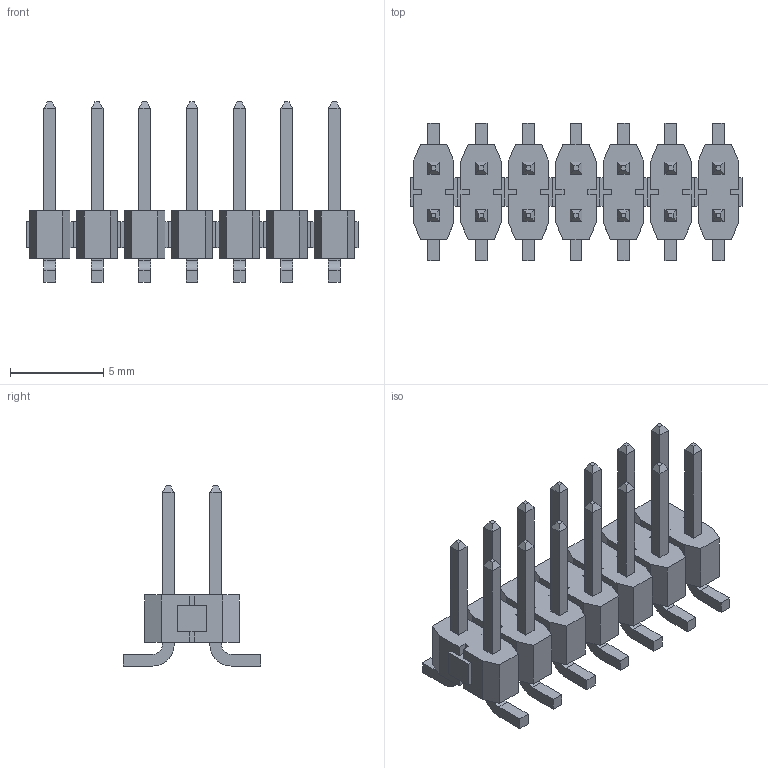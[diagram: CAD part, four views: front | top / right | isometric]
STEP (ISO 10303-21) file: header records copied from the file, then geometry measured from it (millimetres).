
FILE_DESCRIPTION (( 'STEP AP214' ), '1' );
FILE_NAME ('TSM-107-01-G-DV.STEP', '2021-03-11T11:20:35', ( '' ), ( '' ), 'SwSTEP 2.0', 'SolidWorks 2018', '' );
FILE_SCHEMA (( 'AUTOMOTIVE_DESIGN' ));
Length unit declared in the file: millimetre
Products named in the file (1): TSM-107-01-G-DV
Bounding box: 17.78 x 7.37 x 9.65 mm (x, y, z)
Volume: 235.7 mm3; surface area: 717 mm2
Topology: 7 solids, 7 shells, 490 faces, 1288 edges, 840 vertices
Faces by surface type: plane 462, cylinder 28
Entity records: 20238 total; most frequent: CARTESIAN_POINT 2619, ORIENTED_EDGE 2576, DIRECTION 2326, EDGE_CURVE 1288, VECTOR 1232, LINE 1232, VERTEX_POINT 840, AXIS2_PLACEMENT_3D 547
